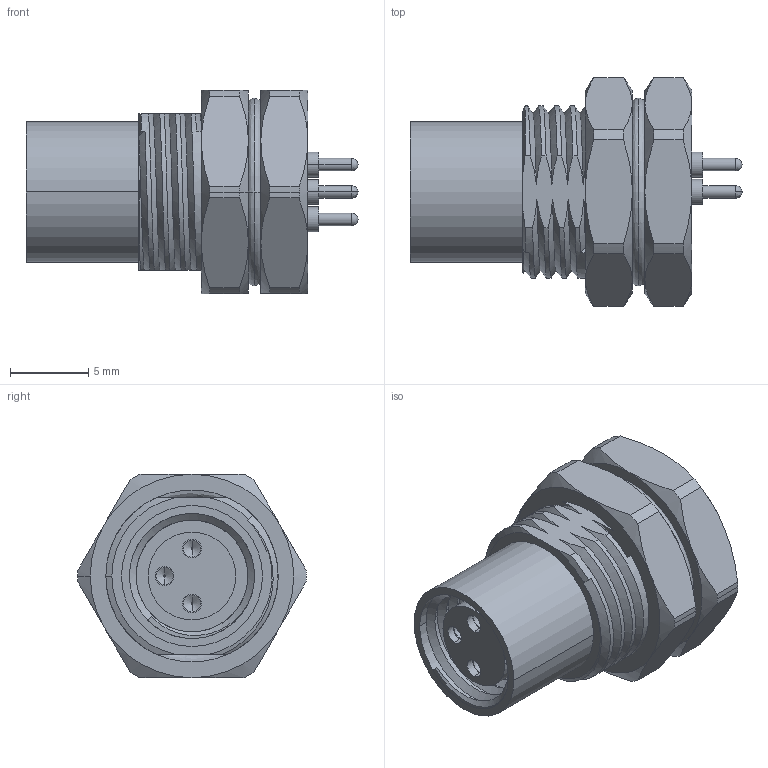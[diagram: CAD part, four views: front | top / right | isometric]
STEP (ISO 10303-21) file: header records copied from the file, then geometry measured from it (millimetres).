
FILE_DESCRIPTION (( 'STEP AP203' ), '1' );
FILE_NAME ('P50.STEP', '2020-03-30T07:57:47', ( 'edpusr' ), ( 'Microsoft' ), 'SwSTEP 2.0', 'SolidWorks 2015', '' );
FILE_SCHEMA (( 'CONFIG_CONTROL_DESIGN' ));
Length unit declared in the file: millimetre
Products named in the file (1): P50
Bounding box: 21.2 x 14.6 x 13 mm (x, y, z)
Volume: 1472.3 mm3; surface area: 1905.4 mm2
Topology: 2 solids, 3 shells, 175 faces, 440 edges, 272 vertices
Faces by surface type: cylinder 63, plane 41, cone 36, bspline 35
Entity records: 8759 total; most frequent: CARTESIAN_POINT 4842, ORIENTED_EDGE 856, DIRECTION 746, EDGE_CURVE 428, AXIS2_PLACEMENT_3D 312, VERTEX_POINT 272, EDGE_LOOP 194, FACE_OUTER_BOUND 175
